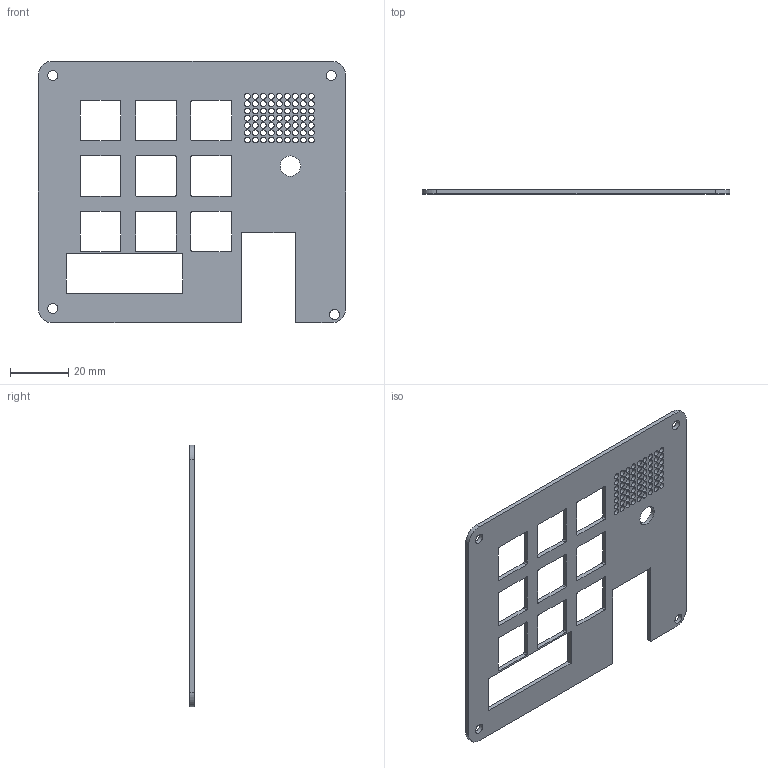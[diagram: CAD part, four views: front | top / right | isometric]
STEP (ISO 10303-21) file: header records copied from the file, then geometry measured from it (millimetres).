
FILE_DESCRIPTION(/* description */ (''),/* implementation_level */ '2;1');
FILE_NAME(/* name */ 'Hackpady_upper.step',/* time_stamp */ '2025-12-13T18:42:16+01:00',/* author */ (''),/* organization */ (''),/* preprocessor_version */ 'ST-DEVELOPER v20.1',/* originating_system */ 'Autodesk Translation Framework v14.21.0.0',/* authorisation */ '');
FILE_SCHEMA (('AUTOMOTIVE_DESIGN { 1 0 10303 214 3 1 1 }'));
Length unit declared in the file: millimetre
Products named in the file (1): 2025-12-11-13-23-34-151
Bounding box: 105.75 x 1.5 x 90.01 mm (x, y, z)
Volume: 9523.2 mm3; surface area: 14960.8 mm2
Topology: 1 solids, 1 shells, 158 faces, 468 edges, 312 vertices
Faces by surface type: cylinder 108, plane 50
Full cylindrical faces by diameter (mm): 2 x63, 3.4 x4, 7 x1
Entity records: 5733 total; most frequent: DIRECTION 1002, CARTESIAN_POINT 939, ORIENTED_EDGE 936, EDGE_CURVE 468, AXIS2_PLACEMENT_3D 375, EDGE_LOOP 314, VERTEX_POINT 312, LINE 252
